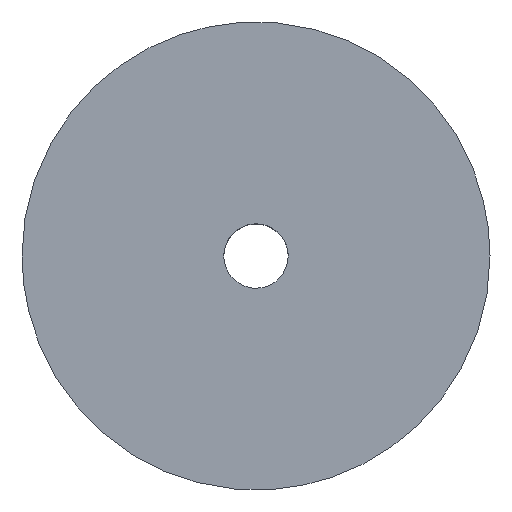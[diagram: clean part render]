
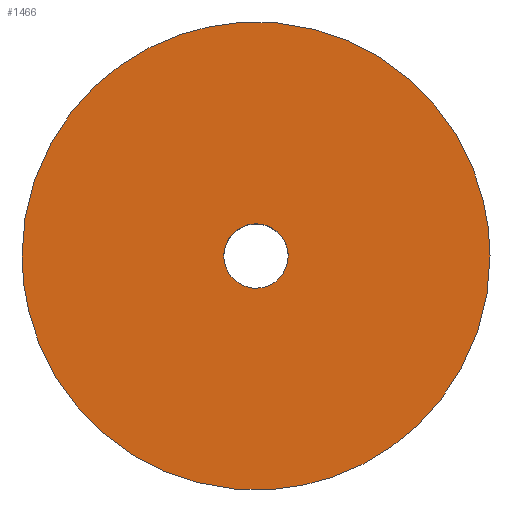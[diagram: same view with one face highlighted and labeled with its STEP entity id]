
A CAD part, top view. The second image highlights one B-rep face of the part: STEP entity #1466.
In plain terms, the highlighted free-form (B-spline) face has degree [1, 1] with [2, 2] control points.
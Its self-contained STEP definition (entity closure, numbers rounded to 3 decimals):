
#549=CARTESIAN_POINT('',(0.628,-7.975,12.));
#550=VERTEX_POINT('',#549);
#556=CARTESIAN_POINT('',(-8.0,0.0,12.0));
#557=VERTEX_POINT('',#556);
#558=CARTESIAN_POINT('',(0.628,-7.975,12.));
#559=CARTESIAN_POINT('',(0.314,-8.,12.));
#560=CARTESIAN_POINT('',(0.,-8.,12.));
#561=CARTESIAN_POINT('',(-8.,-8.,12.));
#562=CARTESIAN_POINT('',(-8.0,0.0,12.0));
#570=(BOUNDED_CURVE()B_SPLINE_CURVE(2,(#558,#559,#560,#561,#562),.UNSPECIFIED.,.F.,.U.)B_SPLINE_CURVE_WITH_KNOTS((3,2,3),(0.736,0.75,1.0),.UNSPECIFIED.)CURVE()GEOMETRIC_REPRESENTATION_ITEM()RATIONAL_B_SPLINE_CURVE((0.97,0.984,1.0,0.707,1.0))REPRESENTATION_ITEM(''));
#571=EDGE_CURVE('',#550,#557,#570,.T.);
#573=CARTESIAN_POINT('',(-0.628,7.975,12.));
#574=VERTEX_POINT('',#573);
#575=CARTESIAN_POINT('',(-8.0,0.0,12.0));
#576=CARTESIAN_POINT('',(-8.,7.395,12.));
#577=CARTESIAN_POINT('',(-0.628,7.975,12.));
#585=(BOUNDED_CURVE()B_SPLINE_CURVE(2,(#575,#576,#577),.UNSPECIFIED.,.F.,.U.)B_SPLINE_CURVE_WITH_KNOTS((3,3),(0.0,0.236),.UNSPECIFIED.)CURVE()GEOMETRIC_REPRESENTATION_ITEM()RATIONAL_B_SPLINE_CURVE((1.0,0.723,0.97))REPRESENTATION_ITEM(''));
#586=EDGE_CURVE('',#557,#574,#585,.T.);
#632=CARTESIAN_POINT('',(8.0,0.0,12.0));
#633=VERTEX_POINT('',#632);
#634=CARTESIAN_POINT('',(-0.628,7.975,12.));
#635=CARTESIAN_POINT('',(-0.314,8.,12.));
#636=CARTESIAN_POINT('',(0.,8.,12.));
#637=CARTESIAN_POINT('',(8.,8.,12.));
#638=CARTESIAN_POINT('',(8.0,0.0,12.0));
#646=(BOUNDED_CURVE()B_SPLINE_CURVE(2,(#634,#635,#636,#637,#638),.UNSPECIFIED.,.F.,.U.)B_SPLINE_CURVE_WITH_KNOTS((3,2,3),(0.236,0.25,0.5),.UNSPECIFIED.)CURVE()GEOMETRIC_REPRESENTATION_ITEM()RATIONAL_B_SPLINE_CURVE((0.97,0.984,1.0,0.707,1.0))REPRESENTATION_ITEM(''));
#647=EDGE_CURVE('',#574,#633,#646,.T.);
#649=CARTESIAN_POINT('',(8.0,0.0,12.0));
#650=CARTESIAN_POINT('',(8.,-7.395,12.));
#651=CARTESIAN_POINT('',(0.628,-7.975,12.));
#659=(BOUNDED_CURVE()B_SPLINE_CURVE(2,(#649,#650,#651),.UNSPECIFIED.,.F.,.U.)B_SPLINE_CURVE_WITH_KNOTS((3,3),(0.5,0.736),.UNSPECIFIED.)CURVE()GEOMETRIC_REPRESENTATION_ITEM()RATIONAL_B_SPLINE_CURVE((1.0,0.723,0.97))REPRESENTATION_ITEM(''));
#660=EDGE_CURVE('',#633,#550,#659,.T.);
#701=CARTESIAN_POINT('',(-0.13,1.092,12.));
#702=VERTEX_POINT('',#701);
#703=CARTESIAN_POINT('',(1.1,0.0,12.0));
#704=VERTEX_POINT('',#703);
#705=CARTESIAN_POINT('',(-0.13,1.092,12.));
#706=CARTESIAN_POINT('',(-0.065,1.1,12.));
#707=CARTESIAN_POINT('',(0.0,1.1,12.0));
#708=CARTESIAN_POINT('',(1.1,1.1,12.0));
#709=CARTESIAN_POINT('',(1.1,0.0,12.0));
#717=(BOUNDED_CURVE()B_SPLINE_CURVE(2,(#705,#706,#707,#708,#709),.UNSPECIFIED.,.F.,.U.)B_SPLINE_CURVE_WITH_KNOTS((3,2,3),(0.23,0.25,0.5),.UNSPECIFIED.)CURVE()GEOMETRIC_REPRESENTATION_ITEM()RATIONAL_B_SPLINE_CURVE((0.956,0.976,1.0,0.707,1.0))REPRESENTATION_ITEM(''));
#718=EDGE_CURVE('',#702,#704,#717,.T.);
#759=CARTESIAN_POINT('',(0.067,-1.098,12.0));
#760=VERTEX_POINT('',#759);
#766=CARTESIAN_POINT('',(1.1,0.0,12.0));
#767=CARTESIAN_POINT('',(1.1,-1.035,12.0));
#768=CARTESIAN_POINT('',(0.067,-1.098,12.));
#776=(BOUNDED_CURVE()B_SPLINE_CURVE(2,(#766,#767,#768),.UNSPECIFIED.,.F.,.U.)B_SPLINE_CURVE_WITH_KNOTS((3,3),(0.5,0.739),.UNSPECIFIED.)CURVE()GEOMETRIC_REPRESENTATION_ITEM()RATIONAL_B_SPLINE_CURVE((1.0,0.72,0.976))REPRESENTATION_ITEM(''));
#777=EDGE_CURVE('',#704,#760,#776,.T.);
#804=CARTESIAN_POINT('',(-1.1,0.0,12.0));
#805=VERTEX_POINT('',#804);
#806=CARTESIAN_POINT('',(-1.1,0.0,12.0));
#807=CARTESIAN_POINT('',(-1.1,0.977,12.0));
#808=CARTESIAN_POINT('',(-0.13,1.092,12.));
#816=(BOUNDED_CURVE()B_SPLINE_CURVE(2,(#806,#807,#808),.UNSPECIFIED.,.F.,.U.)B_SPLINE_CURVE_WITH_KNOTS((3,3),(0.0,0.23),.UNSPECIFIED.)CURVE()GEOMETRIC_REPRESENTATION_ITEM()RATIONAL_B_SPLINE_CURVE((1.0,0.731,0.956))REPRESENTATION_ITEM(''));
#817=EDGE_CURVE('',#805,#702,#816,.T.);
#819=CARTESIAN_POINT('',(0.067,-1.098,12.));
#820=CARTESIAN_POINT('',(0.034,-1.1,12.));
#821=CARTESIAN_POINT('',(0.0,-1.1,12.0));
#822=CARTESIAN_POINT('',(-1.1,-1.1,12.0));
#823=CARTESIAN_POINT('',(-1.1,0.0,12.0));
#831=(BOUNDED_CURVE()B_SPLINE_CURVE(2,(#819,#820,#821,#822,#823),.UNSPECIFIED.,.F.,.U.)B_SPLINE_CURVE_WITH_KNOTS((3,2,3),(0.739,0.75,1.0),.UNSPECIFIED.)CURVE()GEOMETRIC_REPRESENTATION_ITEM()RATIONAL_B_SPLINE_CURVE((0.976,0.988,1.0,0.707,1.0))REPRESENTATION_ITEM(''));
#832=EDGE_CURVE('',#760,#805,#831,.T.);
#1449=CARTESIAN_POINT('',(8.799,-8.797,12.0));
#1450=CARTESIAN_POINT('',(-8.799,-8.797,12.0));
#1451=CARTESIAN_POINT('',(8.799,8.797,12.0));
#1452=CARTESIAN_POINT('',(-8.799,8.797,12.0));
#1453=B_SPLINE_SURFACE_WITH_KNOTS('',1,1,((#1449,#1451),(#1450,#1452)),.UNSPECIFIED.,.F.,.F.,.U.,(2,2),(2,2),(0.0,17.598),(0.0,17.594),.UNSPECIFIED.);
#1454=ORIENTED_EDGE('',*,*,#571,.F.);
#1455=ORIENTED_EDGE('',*,*,#660,.F.);
#1456=ORIENTED_EDGE('',*,*,#647,.F.);
#1457=ORIENTED_EDGE('',*,*,#586,.F.);
#1458=EDGE_LOOP('',(#1454,#1455,#1456,#1457));
#1459=FACE_OUTER_BOUND('',#1458,.T.);
#1460=ORIENTED_EDGE('',*,*,#777,.T.);
#1461=ORIENTED_EDGE('',*,*,#832,.T.);
#1462=ORIENTED_EDGE('',*,*,#817,.T.);
#1463=ORIENTED_EDGE('',*,*,#718,.T.);
#1464=EDGE_LOOP('',(#1460,#1461,#1462,#1463));
#1465=FACE_BOUND('',#1464,.T.);
#1466=ADVANCED_FACE('',(#1459,#1465),#1453,.F.);
